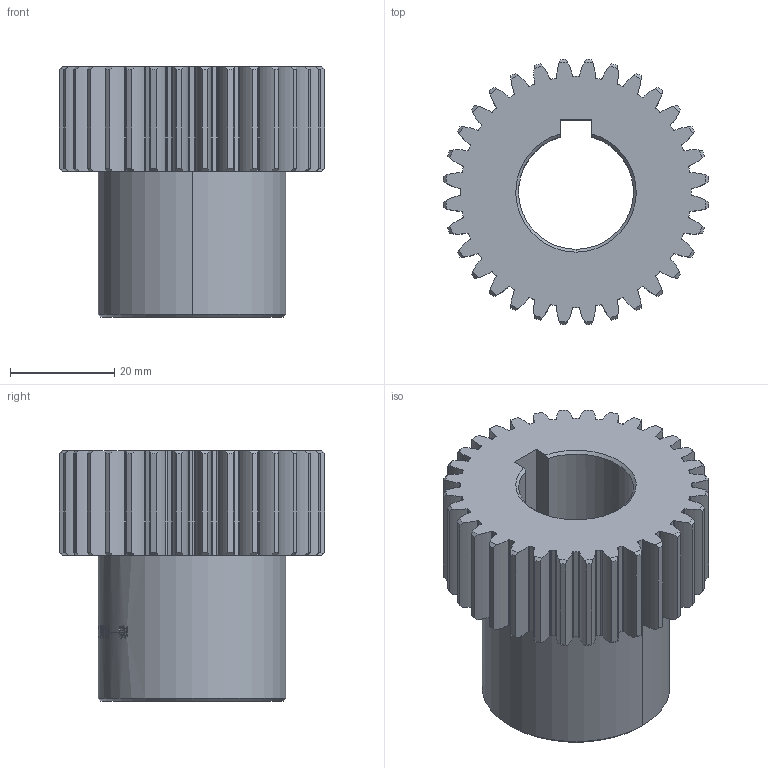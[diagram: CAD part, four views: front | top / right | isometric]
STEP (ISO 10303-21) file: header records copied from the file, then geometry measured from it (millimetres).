
FILE_DESCRIPTION (( 'STEP AP203' ), '1' );
FILE_NAME ('YMC1.5M-32Z-22D.STEP', '2022-11-10T07:29:23', ( '' ), ( '' ), 'SwSTEP 2.0', 'SolidWorks 2018', '' );
FILE_SCHEMA (( 'CONFIG_CONTROL_DESIGN' ));
Length unit declared in the file: millimetre
Products named in the file (1): YMC1.5M-32Z-22D
Bounding box: 50.85 x 50.85 x 48 mm (x, y, z)
Volume: 45169.2 mm3; surface area: 15469.4 mm2
Topology: 1 solids, 1 shells, 660 faces, 1894 edges, 1262 vertices
Faces by surface type: cylinder 251, bspline 230, plane 110, cone 69
Entity records: 37979 total; most frequent: CARTESIAN_POINT 22417, ORIENTED_EDGE 3788, DIRECTION 2511, EDGE_CURVE 1894, VERTEX_POINT 1262, AXIS2_PLACEMENT_3D 1075, B_SPLINE_CURVE_WITH_KNOTS 889, EDGE_LOOP 688
